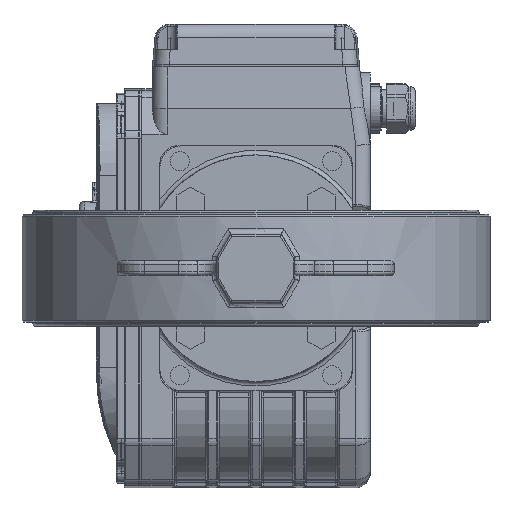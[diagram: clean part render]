
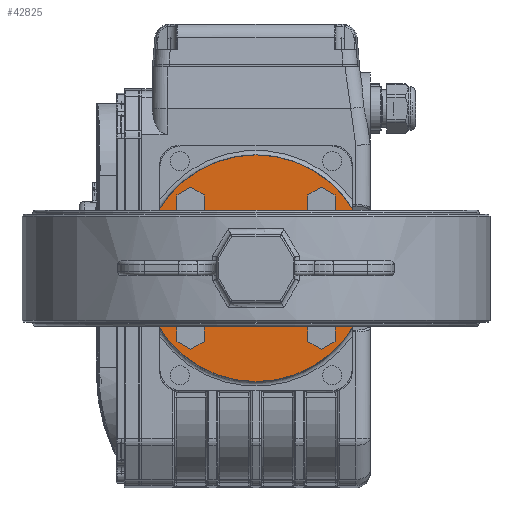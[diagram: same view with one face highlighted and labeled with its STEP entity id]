
A CAD part, front view. The second image highlights one B-rep face of the part: STEP entity #42825.
In plain terms, the highlighted planar face has unit normal (0, -1, 0).
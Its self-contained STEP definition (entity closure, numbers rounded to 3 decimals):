
#3499=LINE('',#84437,#6677);
#3500=LINE('',#84440,#6678);
#3501=LINE('',#84442,#6679);
#3502=LINE('',#84444,#6680);
#3503=LINE('',#84446,#6681);
#3504=LINE('',#84448,#6682);
#3505=LINE('',#84450,#6683);
#3506=LINE('',#84452,#6684);
#6677=VECTOR('',#60709,1000.);
#6678=VECTOR('',#60710,1000.);
#6679=VECTOR('',#60711,1000.);
#6680=VECTOR('',#60712,1000.);
#6681=VECTOR('',#60713,1000.);
#6682=VECTOR('',#60714,1000.);
#6683=VECTOR('',#60715,1000.);
#6684=VECTOR('',#60716,1000.);
#18615=ORIENTED_EDGE('',*,*,#26393,.T.);
#18616=ORIENTED_EDGE('',*,*,#26394,.T.);
#18617=ORIENTED_EDGE('',*,*,#26395,.T.);
#18618=ORIENTED_EDGE('',*,*,#26396,.T.);
#18619=ORIENTED_EDGE('',*,*,#26397,.T.);
#18620=ORIENTED_EDGE('',*,*,#26398,.T.);
#18621=ORIENTED_EDGE('',*,*,#26399,.T.);
#18622=ORIENTED_EDGE('',*,*,#26400,.T.);
#18623=ORIENTED_EDGE('',*,*,#26401,.T.);
#18624=ORIENTED_EDGE('',*,*,#26402,.T.);
#18625=ORIENTED_EDGE('',*,*,#26403,.T.);
#18626=ORIENTED_EDGE('',*,*,#26404,.T.);
#18627=ORIENTED_EDGE('',*,*,#26405,.T.);
#26393=EDGE_CURVE('',#31010,#31010,#33488,.T.);
#26394=EDGE_CURVE('',#31011,#31011,#33489,.T.);
#26395=EDGE_CURVE('',#31012,#31012,#33490,.T.);
#26396=EDGE_CURVE('',#31013,#31013,#33491,.T.);
#26397=EDGE_CURVE('',#31014,#31015,#3499,.F.);
#26398=EDGE_CURVE('',#31015,#31016,#3500,.F.);
#26399=EDGE_CURVE('',#31016,#31017,#3501,.F.);
#26400=EDGE_CURVE('',#31017,#31018,#3502,.F.);
#26401=EDGE_CURVE('',#31018,#31019,#3503,.F.);
#26402=EDGE_CURVE('',#31019,#31020,#3504,.F.);
#26403=EDGE_CURVE('',#31020,#31021,#3505,.F.);
#26404=EDGE_CURVE('',#31021,#31014,#3506,.F.);
#26405=EDGE_CURVE('',#31022,#31022,#33492,.T.);
#31010=VERTEX_POINT('',#84430);
#31011=VERTEX_POINT('',#84432);
#31012=VERTEX_POINT('',#84434);
#31013=VERTEX_POINT('',#84436);
#31014=VERTEX_POINT('',#84438);
#31015=VERTEX_POINT('',#84439);
#31016=VERTEX_POINT('',#84441);
#31017=VERTEX_POINT('',#84443);
#31018=VERTEX_POINT('',#84445);
#31019=VERTEX_POINT('',#84447);
#31020=VERTEX_POINT('',#84449);
#31021=VERTEX_POINT('',#84451);
#31022=VERTEX_POINT('',#84454);
#33488=CIRCLE('',#50339,6.);
#33489=CIRCLE('',#50340,6.);
#33490=CIRCLE('',#50341,6.);
#33491=CIRCLE('',#50342,6.);
#33492=CIRCLE('',#50343,62.5);
#36104=EDGE_LOOP('',(#18615));
#36105=EDGE_LOOP('',(#18616));
#36106=EDGE_LOOP('',(#18617));
#36107=EDGE_LOOP('',(#18618));
#36108=EDGE_LOOP('',(#18619,#18620,#18621,#18622,#18623,#18624,#18625,#18626));
#36109=EDGE_LOOP('',(#18627));
#39138=FACE_BOUND('',#36104,.T.);
#39139=FACE_BOUND('',#36105,.T.);
#39140=FACE_BOUND('',#36106,.T.);
#39141=FACE_BOUND('',#36107,.T.);
#39142=FACE_BOUND('',#36108,.T.);
#39143=FACE_BOUND('',#36109,.T.);
#40675=PLANE('',#50338);
#42825=ADVANCED_FACE('',(#39138,#39139,#39140,#39141,#39142,#39143),#40675,
 .F.);
#50338=AXIS2_PLACEMENT_3D('',#84428,#60699,#60700);
#50339=AXIS2_PLACEMENT_3D('',#84429,#60701,#60702);
#50340=AXIS2_PLACEMENT_3D('',#84431,#60703,#60704);
#50341=AXIS2_PLACEMENT_3D('',#84433,#60705,#60706);
#50342=AXIS2_PLACEMENT_3D('',#84435,#60707,#60708);
#50343=AXIS2_PLACEMENT_3D('',#84453,#60717,#60718);
#60699=DIRECTION('',(0.,1.,0.));
#60700=DIRECTION('',(0.,0.,1.));
#60701=DIRECTION('',(0.,1.,0.));
#60702=DIRECTION('',(0.,0.,1.));
#60703=DIRECTION('',(0.,1.,0.));
#60704=DIRECTION('',(0.,0.,1.));
#60705=DIRECTION('',(0.,1.,0.));
#60706=DIRECTION('',(0.,0.,1.));
#60707=DIRECTION('',(0.,1.,0.));
#60708=DIRECTION('',(0.,0.,1.));
#60709=DIRECTION('',(1.,0.,0.));
#60710=DIRECTION('',(0.509,0.,-0.861));
#60711=DIRECTION('',(0.,0.,-1.));
#60712=DIRECTION('',(-0.509,0.,-0.861));
#60713=DIRECTION('',(-1.,0.,0.));
#60714=DIRECTION('',(-0.509,0.,0.861));
#60715=DIRECTION('',(0.,0.,1.));
#60716=DIRECTION('',(0.509,0.,0.861));
#60717=DIRECTION('',(0.,-1.,0.));
#60718=DIRECTION('',(0.,0.,-1.));
#84428=CARTESIAN_POINT('',(0.,235.,0.));
#84429=CARTESIAN_POINT('',(36.062,235.,-36.062));
#84430=CARTESIAN_POINT('',(36.062,235.,-30.062));
#84431=CARTESIAN_POINT('',(36.062,235.,36.062));
#84432=CARTESIAN_POINT('',(36.062,235.,42.062));
#84433=CARTESIAN_POINT('',(-36.062,235.,36.062));
#84434=CARTESIAN_POINT('',(-36.062,235.,42.062));
#84435=CARTESIAN_POINT('',(-36.062,235.,-36.062));
#84436=CARTESIAN_POINT('',(-36.062,235.,-30.062));
#84437=CARTESIAN_POINT('',(0.,235.,-21.7));
#84438=CARTESIAN_POINT('',(15.712,235.,-21.7));
#84439=CARTESIAN_POINT('',(-15.712,235.,-21.7));
#84440=CARTESIAN_POINT('',(-21.151,235.,-12.491));
#84441=CARTESIAN_POINT('',(-24.5,235.,-6.82));
#84442=CARTESIAN_POINT('',(-24.5,235.,0.));
#84443=CARTESIAN_POINT('',(-24.5,235.,6.82));
#84444=CARTESIAN_POINT('',(-21.151,235.,12.491));
#84445=CARTESIAN_POINT('',(-15.712,235.,21.7));
#84446=CARTESIAN_POINT('',(0.,235.,21.7));
#84447=CARTESIAN_POINT('',(15.712,235.,21.7));
#84448=CARTESIAN_POINT('',(21.151,235.,12.491));
#84449=CARTESIAN_POINT('',(24.5,235.,6.82));
#84450=CARTESIAN_POINT('',(24.5,235.,0.));
#84451=CARTESIAN_POINT('',(24.5,235.,-6.82));
#84452=CARTESIAN_POINT('',(21.151,235.,-12.491));
#84453=CARTESIAN_POINT('',(0.,235.,0.));
#84454=CARTESIAN_POINT('',(0.,235.,-62.5));
